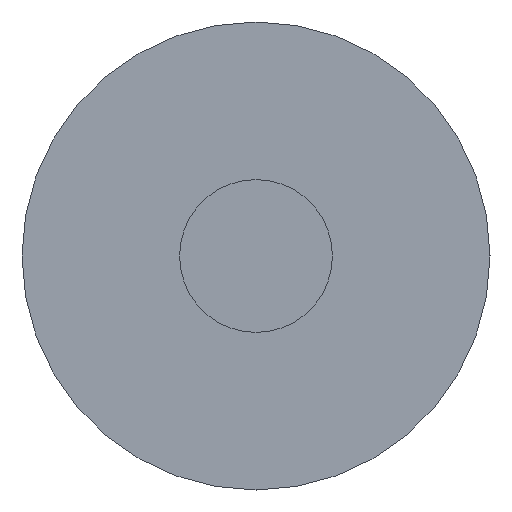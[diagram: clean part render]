
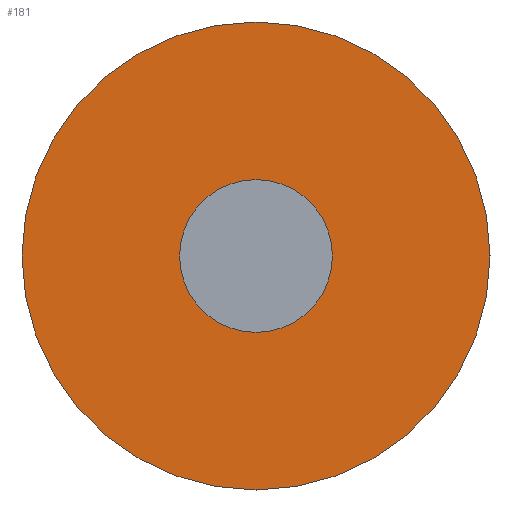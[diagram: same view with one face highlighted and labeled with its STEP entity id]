
A CAD part, front view. The second image highlights one B-rep face of the part: STEP entity #181.
In plain terms, the highlighted planar face has unit normal (0, -1, 0).
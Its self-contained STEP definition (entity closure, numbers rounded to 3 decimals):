
#6 = CIRCLE ( 'NONE', #169, 2.45 ) ;
#16 = EDGE_CURVE ( 'NONE', #224, #172, #36, .T. ) ;
#20 = ORIENTED_EDGE ( 'NONE', *, *, #141, .F. ) ;
#25 = DIRECTION ( 'NONE',  ( 0., 1., 0. ) ) ;
#26 = CIRCLE ( 'NONE', #27, 7.5 ) ;
#27 = AXIS2_PLACEMENT_3D ( 'NONE', #90, #110, #215 ) ;
#36 = CIRCLE ( 'NONE', #211, 2.45 ) ;
#39 = DIRECTION ( 'NONE',  ( 0., 0., -1. ) ) ;
#49 = CIRCLE ( 'NONE', #309, 7.5 ) ;
#65 = PLANE ( 'NONE',  #79 ) ;
#68 = FACE_BOUND ( 'NONE', #202, .T. ) ;
#79 = AXIS2_PLACEMENT_3D ( 'NONE', #168, #139, #39 ) ;
#83 = CARTESIAN_POINT ( 'NONE',  ( 0., -20., 0. ) ) ;
#90 = CARTESIAN_POINT ( 'NONE',  ( 0., -20., 0. ) ) ;
#94 = VERTEX_POINT ( 'NONE', #128 ) ;
#110 = DIRECTION ( 'NONE',  ( 0., 1., 0. ) ) ;
#119 = CARTESIAN_POINT ( 'NONE',  ( 0., -20., 0. ) ) ;
#128 = CARTESIAN_POINT ( 'NONE',  ( 0., -20., -7.5 ) ) ;
#134 = ORIENTED_EDGE ( 'NONE', *, *, #173, .F. ) ;
#139 = DIRECTION ( 'NONE',  ( 0., -1., 0. ) ) ;
#141 = EDGE_CURVE ( 'NONE', #154, #94, #26, .T. ) ;
#154 = VERTEX_POINT ( 'NONE', #237 ) ;
#168 = CARTESIAN_POINT ( 'NONE',  ( 0., -20., 7.5 ) ) ;
#169 = AXIS2_PLACEMENT_3D ( 'NONE', #119, #228, #193 ) ;
#172 = VERTEX_POINT ( 'NONE', #210 ) ;
#173 = EDGE_CURVE ( 'NONE', #94, #154, #49, .T. ) ;
#178 = DIRECTION ( 'NONE',  ( 0., 1., 0. ) ) ;
#181 = ADVANCED_FACE ( 'NONE', ( #68, #296 ), #65, .T. ) ;
#187 = CARTESIAN_POINT ( 'NONE',  ( 0., -20., 2.45 ) ) ;
#193 = DIRECTION ( 'NONE',  ( 0., 0., 1. ) ) ;
#197 = EDGE_LOOP ( 'NONE', ( #20, #134 ) ) ;
#202 = EDGE_LOOP ( 'NONE', ( #249, #256 ) ) ;
#210 = CARTESIAN_POINT ( 'NONE',  ( 0., -20., -2.45 ) ) ;
#211 = AXIS2_PLACEMENT_3D ( 'NONE', #293, #25, #306 ) ;
#215 = DIRECTION ( 'NONE',  ( 0., 0., 1. ) ) ;
#224 = VERTEX_POINT ( 'NONE', #187 ) ;
#228 = DIRECTION ( 'NONE',  ( 0., 1., 0. ) ) ;
#237 = CARTESIAN_POINT ( 'NONE',  ( 0., -20., 7.5 ) ) ;
#249 = ORIENTED_EDGE ( 'NONE', *, *, #16, .T. ) ;
#256 = ORIENTED_EDGE ( 'NONE', *, *, #271, .T. ) ;
#271 = EDGE_CURVE ( 'NONE', #172, #224, #6, .T. ) ;
#293 = CARTESIAN_POINT ( 'NONE',  ( 0., -20., 0. ) ) ;
#296 = FACE_OUTER_BOUND ( 'NONE', #197, .T. ) ;
#306 = DIRECTION ( 'NONE',  ( 0., 0., 1. ) ) ;
#308 = DIRECTION ( 'NONE',  ( 0., 0., 1. ) ) ;
#309 = AXIS2_PLACEMENT_3D ( 'NONE', #83, #178, #308 ) ;
